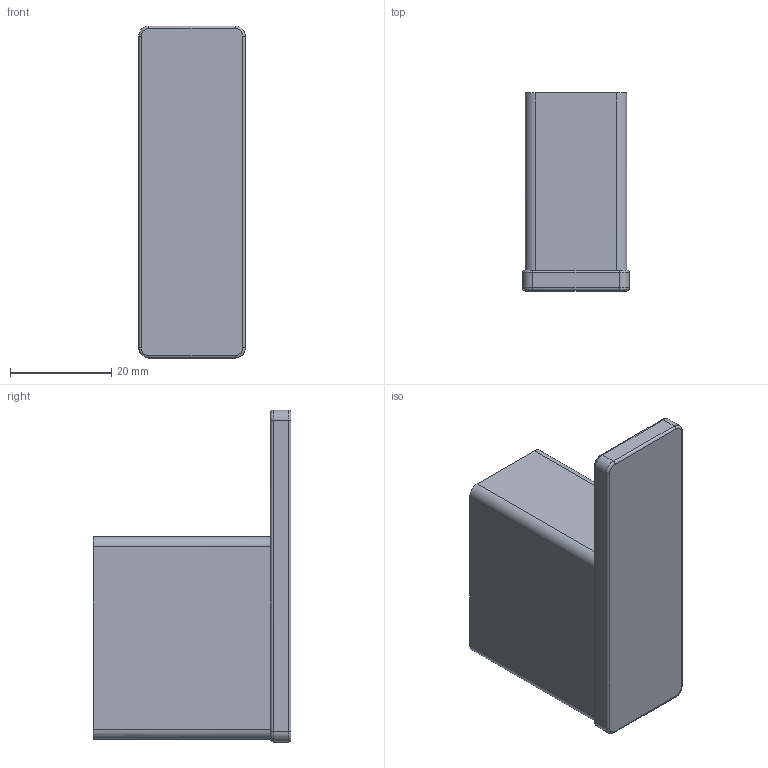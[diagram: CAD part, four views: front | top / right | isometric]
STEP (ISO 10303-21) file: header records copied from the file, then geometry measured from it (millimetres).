
FILE_DESCRIPTION(/* description */ (''),/* implementation_level */ '2;1');
FILE_NAME(/* name */ 'STEP - 253454000_30171',/* time_stamp */ '2025-07-22T09:50:17+10:00',/* author */ (''),/* organization */ (''),/* preprocessor_version */ 'ST-DEVELOPER v16.5',/* originating_system */ 'Rhino 7.37',/* authorisation */ '');
FILE_SCHEMA (('AUTOMOTIVE_DESIGN'));
Length unit declared in the file: millimetre
Products named in the file (2): Document; 3D drawing-30171(253454000)-Mizu Bloc  Robe Hook CP
Assembly tree (1 placements, depth 2):
  Document
    3D drawing-30171(253454000)-Mizu Bloc  Robe Hook CP
Bounding box: 21 x 39 x 65.5 mm (x, y, z)
Volume: 33350 mm3; surface area: 7429.2 mm2
Topology: 1 solids, 1 shells, 37 faces, 83 edges, 48 vertices
Faces by surface type: cylinder 16, plane 13, bspline 8
Entity records: 1522 total; most frequent: CARTESIAN_POINT 935, ORIENTED_EDGE 166, EDGE_CURVE 83, VERTEX_POINT 48, B_SPLINE_CURVE_WITH_KNOTS 43, ADVANCED_FACE 37, FACE_OUTER_BOUND 37, EDGE_LOOP 37
